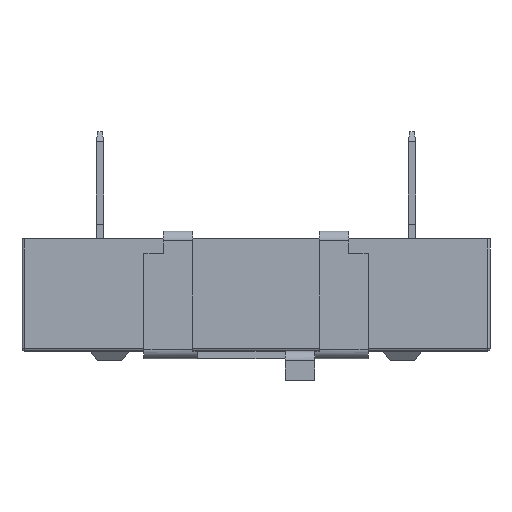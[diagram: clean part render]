
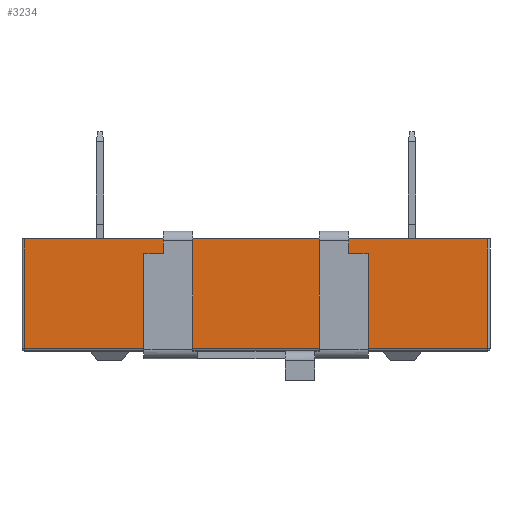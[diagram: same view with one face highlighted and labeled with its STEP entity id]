
A CAD part, front view. The second image highlights one B-rep face of the part: STEP entity #3234.
In plain terms, the highlighted planar face has unit normal (0, -1, 0).
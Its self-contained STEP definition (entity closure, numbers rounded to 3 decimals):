
#10 = CARTESIAN_POINT ( 'NONE',  ( 21.919, 15.324, 35.113 ) ) ;
#78 = DIRECTION ( 'NONE',  ( 1., 0., 0. ) ) ;
#377 = DIRECTION ( 'NONE',  ( 0., 1., 0. ) ) ;
#425 = ORIENTED_EDGE ( 'NONE', *, *, #3933, .F. ) ;
#497 = ORIENTED_EDGE ( 'NONE', *, *, #1182, .T. ) ;
#564 = ORIENTED_EDGE ( 'NONE', *, *, #4454, .T. ) ;
#868 = VERTEX_POINT ( 'NONE', #4137 ) ;
#982 = LINE ( 'NONE', #1539, #2820 ) ;
#1182 = EDGE_CURVE ( 'NONE', #1894, #868, #3635, .T. ) ;
#1293 = ORIENTED_EDGE ( 'NONE', *, *, #4367, .T. ) ;
#1539 = CARTESIAN_POINT ( 'NONE',  ( 21.669, 15.324, 35.113 ) ) ;
#1613 = CARTESIAN_POINT ( 'NONE',  ( 21.919, 15.324, 23.863 ) ) ;
#1795 = CARTESIAN_POINT ( 'NONE',  ( 21.919, 15.324, 35.113 ) ) ;
#1863 = VECTOR ( 'NONE', #78, 1000. ) ;
#1886 = DIRECTION ( 'NONE',  ( 0., 0., 1. ) ) ;
#1894 = VERTEX_POINT ( 'NONE', #2890 ) ;
#2498 = LINE ( 'NONE', #2611, #4221 ) ;
#2574 = VERTEX_POINT ( 'NONE', #4268 ) ;
#2611 = CARTESIAN_POINT ( 'NONE',  ( -25.831, 15.324, 35.113 ) ) ;
#2788 = DIRECTION ( 'NONE',  ( -1., 0., 0. ) ) ;
#2820 = VECTOR ( 'NONE', #1886, 1000. ) ;
#2890 = CARTESIAN_POINT ( 'NONE',  ( -25.831, 15.324, 23.863 ) ) ;
#2958 = DIRECTION ( 'NONE',  ( 0., 0., -1. ) ) ;
#2996 = LINE ( 'NONE', #1795, #1863 ) ;
#3147 = VERTEX_POINT ( 'NONE', #4434 ) ;
#3234 = ADVANCED_FACE ( 'NONE', ( #4415 ), #4156, .F. ) ;
#3339 = AXIS2_PLACEMENT_3D ( 'NONE', #10, #377, #2788 ) ;
#3349 = DIRECTION ( 'NONE',  ( 1., 0., 0. ) ) ;
#3635 = LINE ( 'NONE', #1613, #4449 ) ;
#3933 = EDGE_CURVE ( 'NONE', #3147, #2574, #2996, .T. ) ;
#4137 = CARTESIAN_POINT ( 'NONE',  ( 21.669, 15.324, 23.863 ) ) ;
#4156 = PLANE ( 'NONE',  #3339 ) ;
#4221 = VECTOR ( 'NONE', #2958, 1000. ) ;
#4268 = CARTESIAN_POINT ( 'NONE',  ( 21.669, 15.324, 35.113 ) ) ;
#4363 = EDGE_LOOP ( 'NONE', ( #425, #564, #497, #1293 ) ) ;
#4367 = EDGE_CURVE ( 'NONE', #868, #2574, #982, .T. ) ;
#4415 = FACE_OUTER_BOUND ( 'NONE', #4363, .T. ) ;
#4434 = CARTESIAN_POINT ( 'NONE',  ( -25.831, 15.324, 35.113 ) ) ;
#4449 = VECTOR ( 'NONE', #3349, 1000. ) ;
#4454 = EDGE_CURVE ( 'NONE', #3147, #1894, #2498, .T. ) ;
